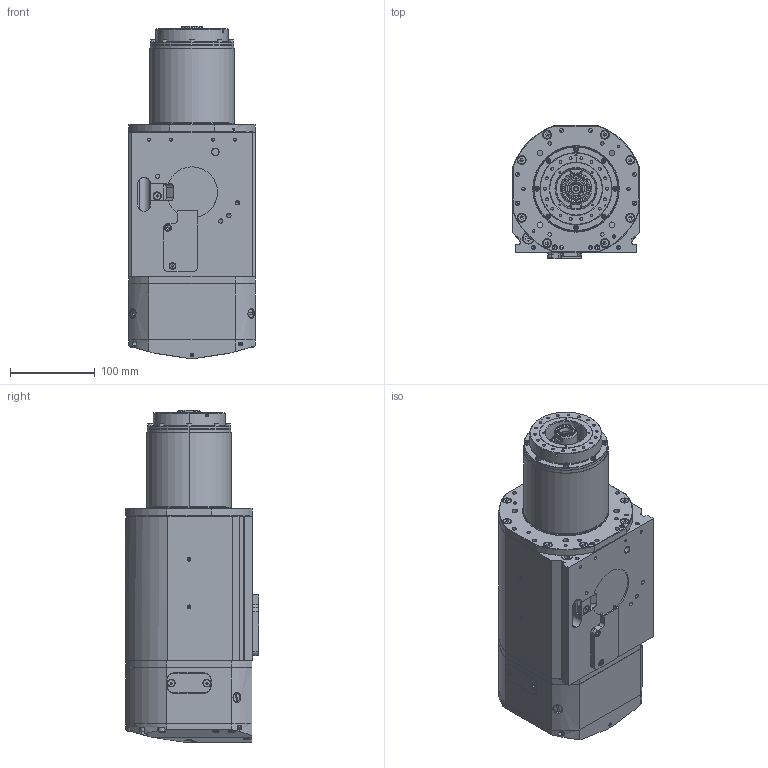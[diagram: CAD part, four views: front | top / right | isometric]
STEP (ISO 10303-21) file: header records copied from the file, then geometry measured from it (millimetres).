
FILE_DESCRIPTION (( 'STEP AP203' ), '1' );
FILE_NAME ('GDL75Y-HSK63A-18Z-20三维.STEP', '2024-09-24T07:59:57', ( '00' ), ( '' ), 'SwSTEP 2.0', 'SolidWorks 2018', '' );
FILE_SCHEMA (( 'CONFIG_CONTROL_DESIGN' ));
Length unit declared in the file: millimetre
Products named in the file (106): 粣; 秏秞ん; DIN7984_M6℅20; DIN7984_M6℅16; GBT77_M6｡ﾁ6; GBT70.3_M4¡Á10; GBT70.1_M5¡Á80; ァ郲; GBT78_M5｡ﾁ6; 壺鳥ァ裝; GBT70.1_M3｡ﾁ8; HSK63A嶺蛈え; GBT70.3_M4¡Á12; GBT70.1_M4¡Á16; 粟銅釱; GBT818_M4℅8; ァ詰綴裔剞攜蚾饜; GBT77_M4｡ﾁ4; 綴粣創釱; GBT70.1_M5¡Á12; 裔啣砎蝶菜; ァ詰窒璃剞攜蚾饜; MIS.step; ァ詰弅; GBT77_M4｡ﾁ6; ァ詰綴裔; GDL75Y-HSK63A-18Z-20三维; ァ詰弅剞攜蚾饜; GBT70.2_M5｡ﾁ6; ヶ傷裔; 接近开关维护盖板; 隅赽; GBT70.1_M4｡ﾁ6; GBT78_M4℅10; GBT77_M5｡ﾁ6; HSK63A嶺間杶; 盄標; DIN913_M14｡ﾁ1｡ﾁ10; 滅鳥裔; M14｡ﾁ1.5｡ﾁ12S5ﾂﾝｶ､ ...
Assembly tree (101 placements, depth 4):
  GBT70.1_M4¡Á16
  粟銅釱
  GBT818_M4℅8
  MIS.step
  GBT70.3_M4¡Á10
Bounding box: 150 x 157 x 391.6 mm (x, y, z)
Volume: 1607195.6 mm3; surface area: 571509.7 mm2
Topology: 96 solids, 96 shells, 2867 faces, 7584 edges, 4799 vertices
Faces by surface type: cylinder 1019, plane 1002, cone 645, bspline 201
Entity records: 106967 total; most frequent: CARTESIAN_POINT 28506, ORIENTED_EDGE 14406, DIRECTION 13657, EDGE_CURVE 7203, AXIS2_PLACEMENT_3D 5415, VERTEX_POINT 4699, EDGE_LOOP 3266, VECTOR 2827
